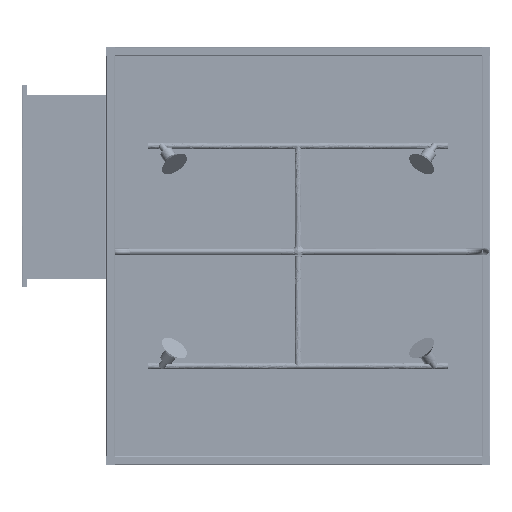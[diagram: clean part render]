
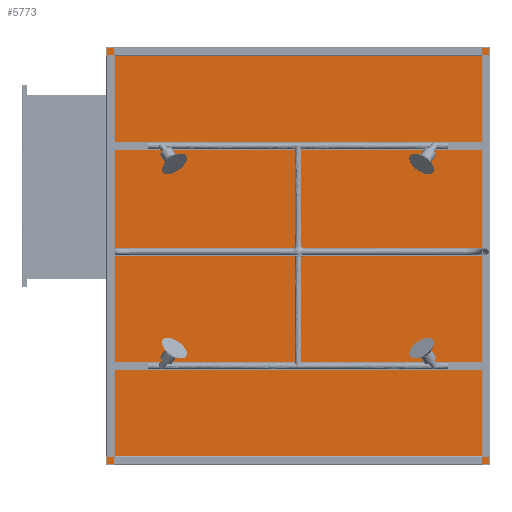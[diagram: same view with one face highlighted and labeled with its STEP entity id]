
A CAD part, front view. The second image highlights one B-rep face of the part: STEP entity #5773.
In plain terms, the highlighted free-form (B-spline) face has degree [1, 1] with [2, 2] control points.
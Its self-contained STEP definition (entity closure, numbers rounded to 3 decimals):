
#5675 = VERTEX_POINT('',#5676);
#5676 = CARTESIAN_POINT('',(1594.247,2561.14,
    2670.272));
#5681 = EDGE_CURVE('',#5675,#5682,#5684,.T.);
#5682 = VERTEX_POINT('',#5683);
#5683 = CARTESIAN_POINT('',(1594.247,2561.14,
    1052.792));
#5684 = B_SPLINE_CURVE_WITH_KNOTS('',1,(#5685,#5686),.UNSPECIFIED.,.F.,
  .F.,(2,2),(0.,1250.),.PIECEWISE_BEZIER_KNOTS.);
#5685 = CARTESIAN_POINT('',(1594.247,2561.14,
    2670.272));
#5686 = CARTESIAN_POINT('',(1594.247,2561.14,
    1052.792));
#5709 = VERTEX_POINT('',#5710);
#5710 = CARTESIAN_POINT('',(105.389,2561.14,
    2670.272));
#5715 = EDGE_CURVE('',#5709,#5675,#5716,.T.);
#5716 = B_SPLINE_CURVE_WITH_KNOTS('',1,(#5717,#5718),.UNSPECIFIED.,.F.,
  .F.,(2,2),(0.,1150.6),.PIECEWISE_BEZIER_KNOTS.);
#5717 = CARTESIAN_POINT('',(105.389,2561.14,
    2670.272));
#5718 = CARTESIAN_POINT('',(1594.247,2561.14,
    2670.272));
#5737 = VERTEX_POINT('',#5738);
#5738 = CARTESIAN_POINT('',(105.389,2561.14,
    1052.792));
#5743 = EDGE_CURVE('',#5737,#5709,#5744,.T.);
#5744 = B_SPLINE_CURVE_WITH_KNOTS('',1,(#5745,#5746),.UNSPECIFIED.,.F.,
  .F.,(2,2),(-1250.,0.),.PIECEWISE_BEZIER_KNOTS.);
#5745 = CARTESIAN_POINT('',(105.389,2561.14,
    1052.792));
#5746 = CARTESIAN_POINT('',(105.389,2561.14,
    2670.272));
#5763 = EDGE_CURVE('',#5682,#5737,#5764,.T.);
#5764 = B_SPLINE_CURVE_WITH_KNOTS('',1,(#5765,#5766),.UNSPECIFIED.,.F.,
  .F.,(2,2),(-1150.6,-0.),.PIECEWISE_BEZIER_KNOTS.);
#5765 = CARTESIAN_POINT('',(1594.247,2561.14,
    1052.792));
#5766 = CARTESIAN_POINT('',(105.389,2561.14,
    1052.792));
#5773 = ADVANCED_FACE('',(#5774),#5780,.T.);
#5774 = FACE_BOUND('',#5775,.T.);
#5775 = EDGE_LOOP('',(#5776,#5777,#5778,#5779));
#5776 = ORIENTED_EDGE('',*,*,#5681,.F.);
#5777 = ORIENTED_EDGE('',*,*,#5715,.F.);
#5778 = ORIENTED_EDGE('',*,*,#5743,.F.);
#5779 = ORIENTED_EDGE('',*,*,#5763,.F.);
#5780 = B_SPLINE_SURFACE_WITH_KNOTS('',1,1,(
    (#5781,#5782)
    ,(#5783,#5784
    )),.UNSPECIFIED.,.F.,.F.,.F.,(2,2),(2,2),(-625.,625.),(-575.3,575.3)
  ,.PIECEWISE_BEZIER_KNOTS.);
#5781 = CARTESIAN_POINT('',(105.389,2561.14,
    2670.272));
#5782 = CARTESIAN_POINT('',(1594.247,2561.14,
    2670.272));
#5783 = CARTESIAN_POINT('',(105.389,2561.14,
    1052.792));
#5784 = CARTESIAN_POINT('',(1594.247,2561.14,
    1052.792));
